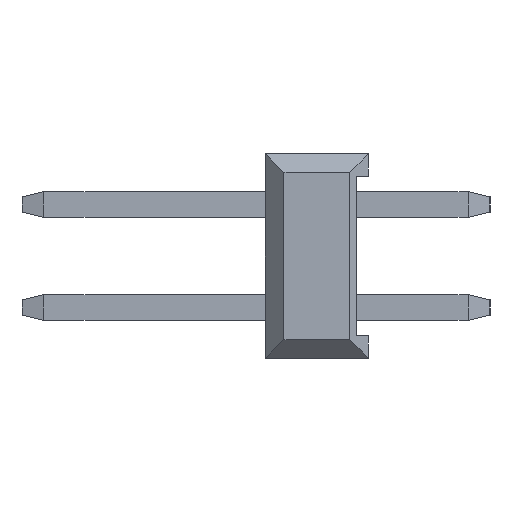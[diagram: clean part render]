
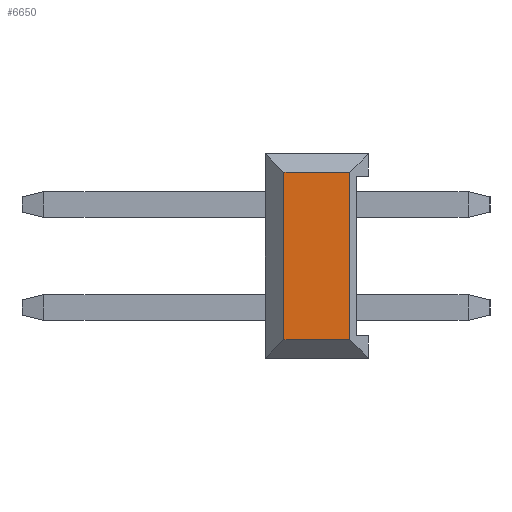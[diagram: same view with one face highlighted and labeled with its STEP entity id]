
A CAD part, left-side view. The second image highlights one B-rep face of the part: STEP entity #6650.
In plain terms, the highlighted planar face has unit normal (-1, 0, 0).
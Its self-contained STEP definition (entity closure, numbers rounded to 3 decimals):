
#6650 = ADVANCED_FACE ( 'NONE', ( #30102 ), #21487, .F. ) ;
#13739 = VERTEX_POINT ( 'NONE', #47703 ) ;
#13740 = VERTEX_POINT ( 'NONE', #47704 ) ;
#13741 = VERTEX_POINT ( 'NONE', #47705 ) ;
#13742 = VERTEX_POINT ( 'NONE', #47706 ) ;
#21487 = PLANE ( 'NONE',  #30108 ) ;
#21488 = CARTESIAN_POINT ( 'NONE',  ( -1.27, 2.54, 0.79 ) ) ;
#21489 = DIRECTION ( 'NONE',  ( 1., 0., 0. ) ) ;
#21490 = DIRECTION ( 'NONE',  ( 0., 0., -1. ) ) ;
#22107 = LINE ( 'NONE', #22108, #40400 ) ;
#22108 = CARTESIAN_POINT ( 'NONE',  ( -1.27, 2.54, -3.33 ) ) ;
#22109 = DIRECTION ( 'NONE',  ( 0., -1., 0. ) ) ;
#22113 = LINE ( 'NONE', #22114, #40402 ) ;
#22114 = CARTESIAN_POINT ( 'NONE',  ( -1.27, 2.08, -3.81 ) ) ;
#22115 = DIRECTION ( 'NONE',  ( 0., 0., 1. ) ) ;
#22116 = LINE ( 'NONE', #22117, #40403 ) ;
#22117 = CARTESIAN_POINT ( 'NONE',  ( -1.27, 2.54, 0.79 ) ) ;
#22118 = DIRECTION ( 'NONE',  ( 0., -1., 0. ) ) ;
#22119 = LINE ( 'NONE', #22120, #40404 ) ;
#22120 = CARTESIAN_POINT ( 'NONE',  ( -1.27, 0.46, -3.81 ) ) ;
#22121 = DIRECTION ( 'NONE',  ( 0., 0., 1. ) ) ;
#23258 = EDGE_CURVE ( 'NONE', #13742, #13741, #22107, .T. ) ;
#23260 = EDGE_CURVE ( 'NONE', #13742, #13740, #22113, .T. ) ;
#23261 = EDGE_CURVE ( 'NONE', #13740, #13739, #22116, .T. ) ;
#23262 = EDGE_CURVE ( 'NONE', #13741, #13739, #22119, .T. ) ;
#30102 = FACE_OUTER_BOUND ( 'NONE', #46368, .T. ) ;
#30108 = AXIS2_PLACEMENT_3D ( 'NONE', #21488, #21489, #21490 ) ;
#31870 = ORIENTED_EDGE ( 'NONE', *, *, #23261, .F. ) ;
#31871 = ORIENTED_EDGE ( 'NONE', *, *, #23258, .T. ) ;
#31872 = ORIENTED_EDGE ( 'NONE', *, *, #23260, .F. ) ;
#31873 = ORIENTED_EDGE ( 'NONE', *, *, #23262, .T. ) ;
#40400 = VECTOR ( 'NONE', #22109, 1000. ) ;
#40402 = VECTOR ( 'NONE', #22115, 1000. ) ;
#40403 = VECTOR ( 'NONE', #22118, 1000. ) ;
#40404 = VECTOR ( 'NONE', #22121, 1000. ) ;
#46368 = EDGE_LOOP ( 'NONE', ( #31870, #31872, #31871, #31873 ) ) ;
#47703 = CARTESIAN_POINT ( 'NONE',  ( -1.27, 0.46, 0.79 ) ) ;
#47704 = CARTESIAN_POINT ( 'NONE',  ( -1.27, 2.08, 0.79 ) ) ;
#47705 = CARTESIAN_POINT ( 'NONE',  ( -1.27, 0.46, -3.33 ) ) ;
#47706 = CARTESIAN_POINT ( 'NONE',  ( -1.27, 2.08, -3.33 ) ) ;
